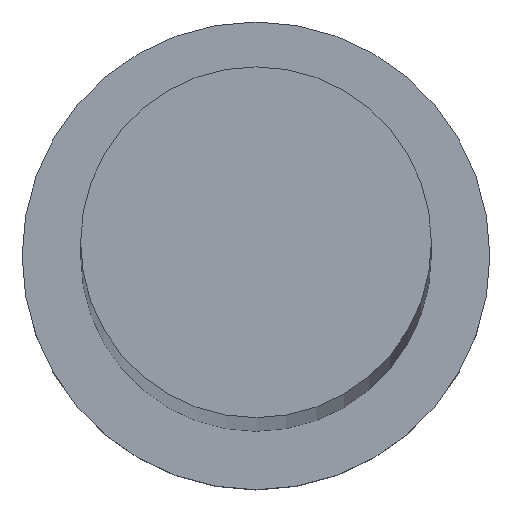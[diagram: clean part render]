
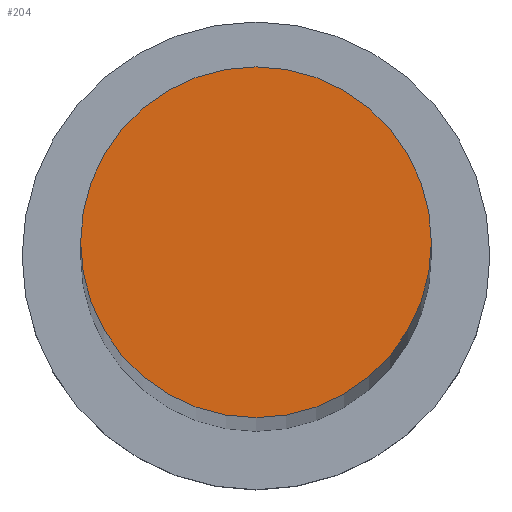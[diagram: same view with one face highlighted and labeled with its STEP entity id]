
A CAD part, top view. The second image highlights one B-rep face of the part: STEP entity #204.
In plain terms, the highlighted planar face has unit normal (0, 0, 1).
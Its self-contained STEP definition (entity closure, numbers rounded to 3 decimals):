
#11 = CARTESIAN_POINT ( 'NONE',  ( 0., 0., 407. ) ) ;
#24 = VERTEX_POINT ( 'NONE', #35 ) ;
#35 = CARTESIAN_POINT ( 'NONE',  ( -9., 0., 407. ) ) ;
#45 = CARTESIAN_POINT ( 'NONE',  ( 9., 0., 407. ) ) ;
#61 = DIRECTION ( 'NONE',  ( 1., 0., 0. ) ) ;
#64 = CIRCLE ( 'NONE', #128, 9. ) ;
#76 = ORIENTED_EDGE ( 'NONE', *, *, #197, .T. ) ;
#86 = DIRECTION ( 'NONE',  ( 1., 0., 0. ) ) ;
#98 = AXIS2_PLACEMENT_3D ( 'NONE', #226, #200, #242 ) ;
#125 = PLANE ( 'NONE',  #244 ) ;
#128 = AXIS2_PLACEMENT_3D ( 'NONE', #245, #182, #86 ) ;
#173 = EDGE_CURVE ( 'NONE', #255, #24, #201, .T. ) ;
#182 = DIRECTION ( 'NONE',  ( 0., 0., 1. ) ) ;
#187 = ORIENTED_EDGE ( 'NONE', *, *, #173, .T. ) ;
#189 = EDGE_LOOP ( 'NONE', ( #76, #187 ) ) ;
#197 = EDGE_CURVE ( 'NONE', #24, #255, #64, .T. ) ;
#198 = DIRECTION ( 'NONE',  ( 0., 0., 1. ) ) ;
#200 = DIRECTION ( 'NONE',  ( 0., 0., 1. ) ) ;
#201 = CIRCLE ( 'NONE', #98, 9. ) ;
#204 = ADVANCED_FACE ( 'NONE', ( #227 ), #125, .T. ) ;
#226 = CARTESIAN_POINT ( 'NONE',  ( 0., 0., 407. ) ) ;
#227 = FACE_OUTER_BOUND ( 'NONE', #189, .T. ) ;
#242 = DIRECTION ( 'NONE',  ( 1., 0., 0. ) ) ;
#244 = AXIS2_PLACEMENT_3D ( 'NONE', #11, #198, #61 ) ;
#245 = CARTESIAN_POINT ( 'NONE',  ( 0., 0., 407. ) ) ;
#255 = VERTEX_POINT ( 'NONE', #45 ) ;
